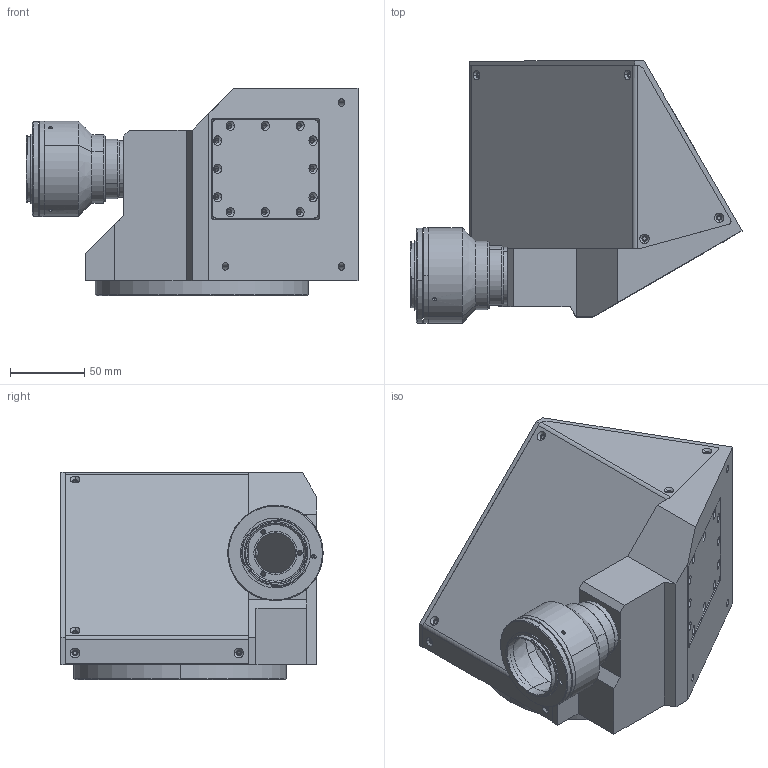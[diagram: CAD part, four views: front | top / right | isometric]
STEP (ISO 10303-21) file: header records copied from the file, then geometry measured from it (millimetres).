
FILE_DESCRIPTION (( 'STEP AP214' ), '1' );
FILE_NAME ('TCCR4M096-F.STEP', '2015-07-21T10:59:57', ( '' ), ( '' ), 'SwSTEP 2.0', 'SolidWorks 2013', '' );
FILE_SCHEMA (( 'AUTOMOTIVE_DESIGN' ));
Length unit declared in the file: millimetre
Products named in the file (1): TCCR4M096-F
Bounding box: 222.92 x 176.09 x 139 mm (x, y, z)
Surface area: 170309.5 mm2 (no closed solid volume)
Topology: 0 solids, 11 shells, 318 faces, 940 edges, 634 vertices
Faces by surface type: cylinder 160, cone 82, plane 74, sphere 2
Entity records: 14442 total; most frequent: CARTESIAN_POINT 2156, DIRECTION 2000, ORIENTED_EDGE 1571, EDGE_CURVE 940, AXIS2_PLACEMENT_3D 764, VERTEX_POINT 634, VECTOR 472, LINE 472
